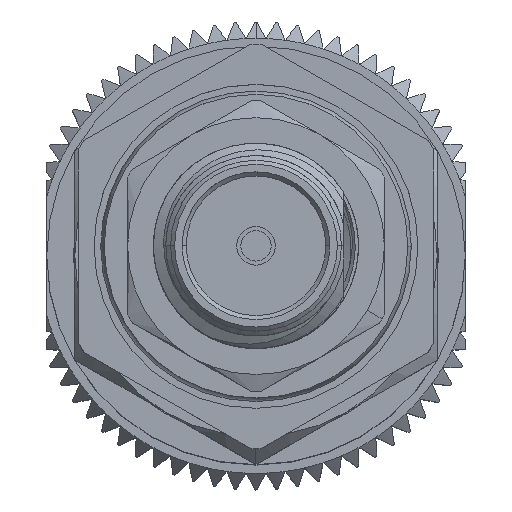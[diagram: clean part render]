
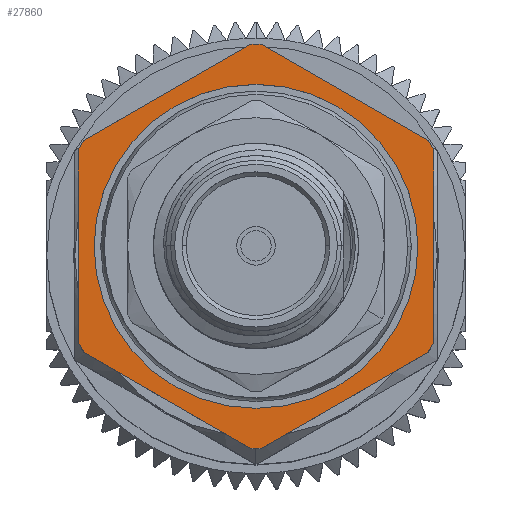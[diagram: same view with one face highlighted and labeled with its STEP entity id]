
A CAD part, top view. The second image highlights one B-rep face of the part: STEP entity #27860.
In plain terms, the highlighted face is planar.
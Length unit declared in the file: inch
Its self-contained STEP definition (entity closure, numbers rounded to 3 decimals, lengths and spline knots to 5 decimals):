
#198 = VERTEX_POINT ( 'NONE', #1511 ) ;
#463 = DIRECTION ( 'NONE',  ( 0., 0.5, 0.866 ) ) ;
#515 = EDGE_CURVE ( 'NONE', #24869, #15564, #8344, .T. ) ;
#940 = VERTEX_POINT ( 'NONE', #9469 ) ;
#1507 = LINE ( 'NONE', #26998, #28966 ) ;
#1511 = CARTESIAN_POINT ( 'NONE',  ( 0.433, -0.12874, 0.21001 ) ) ;
#1980 = VECTOR ( 'NONE', #20799, 39.37008 ) ;
#2120 = CARTESIAN_POINT ( 'NONE',  ( 0.433, 0.1175, 0.2165 ) ) ;
#2662 = CARTESIAN_POINT ( 'NONE',  ( 0.433, 0., -0.19735 ) ) ;
#2749 = EDGE_CURVE ( 'NONE', #22596, #25797, #18372, .T. ) ;
#2948 = CARTESIAN_POINT ( 'NONE',  ( 0.433, -0.24624, 0.00649 ) ) ;
#4417 = EDGE_CURVE ( 'NONE', #26899, #15564, #27444, .T. ) ;
#4463 = ORIENTED_EDGE ( 'NONE', *, *, #22007, .T. ) ;
#4493 = PLANE ( 'NONE',  #19607 ) ;
#4586 = CARTESIAN_POINT ( 'NONE',  ( 0.433, 0., 0. ) ) ;
#5420 = CARTESIAN_POINT ( 'NONE',  ( 0.433, 0.125, 0.2165 ) ) ;
#5423 = CARTESIAN_POINT ( 'NONE',  ( 0.433, 0., 0. ) ) ;
#6302 = DIRECTION ( 'NONE',  ( 1., 0., 0. ) ) ;
#6803 = CARTESIAN_POINT ( 'NONE',  ( 0.433, 0.12874, 0.21001 ) ) ;
#7076 = FACE_BOUND ( 'NONE', #21174, .T. ) ;
#7348 = CARTESIAN_POINT ( 'NONE',  ( 0.433, -0.1175, 0.2165 ) ) ;
#8344 = LINE ( 'NONE', #5420, #17104 ) ;
#8942 = AXIS2_PLACEMENT_3D ( 'NONE', #18595, #10575, #13467 ) ;
#9469 = CARTESIAN_POINT ( 'NONE',  ( 0.433, 0., 0.19735 ) ) ;
#9505 = EDGE_CURVE ( 'NONE', #24674, #24259, #20693, .T. ) ;
#9950 = VERTEX_POINT ( 'NONE', #12259 ) ;
#10140 = CARTESIAN_POINT ( 'NONE',  ( 0.433, -0.125, -0.2165 ) ) ;
#10159 = DIRECTION ( 'NONE',  ( 0., 1., 0. ) ) ;
#10323 = DIRECTION ( 'NONE',  ( 0., 0., -1. ) ) ;
#10575 = DIRECTION ( 'NONE',  ( 1., 0., 0. ) ) ;
#10715 = CARTESIAN_POINT ( 'NONE',  ( 0.433, 0., 0. ) ) ;
#10828 = DIRECTION ( 'NONE',  ( 0., -1., 0. ) ) ;
#10911 = DIRECTION ( 'NONE',  ( 0., 0., -1. ) ) ;
#11154 = ORIENTED_EDGE ( 'NONE', *, *, #27643, .T. ) ;
#11170 = DIRECTION ( 'NONE',  ( 0., 0., -1. ) ) ;
#11493 = ORIENTED_EDGE ( 'NONE', *, *, #515, .T. ) ;
#11643 = CARTESIAN_POINT ( 'NONE',  ( 0.433, 0., 0. ) ) ;
#11875 = ORIENTED_EDGE ( 'NONE', *, *, #16931, .T. ) ;
#12094 = EDGE_CURVE ( 'NONE', #22075, #9950, #32988, .T. ) ;
#12098 = CIRCLE ( 'NONE', #26923, 0.19735 ) ;
#12148 = ORIENTED_EDGE ( 'NONE', *, *, #9505, .F. ) ;
#12202 = EDGE_CURVE ( 'NONE', #19563, #24259, #18913, .T. ) ;
#12259 = CARTESIAN_POINT ( 'NONE',  ( 0.433, -0.24624, -0.00649 ) ) ;
#12331 = ORIENTED_EDGE ( 'NONE', *, *, #12094, .F. ) ;
#12475 = ORIENTED_EDGE ( 'NONE', *, *, #33505, .F. ) ;
#12520 = CARTESIAN_POINT ( 'NONE',  ( 0.433, 0.19735, 0. ) ) ;
#12606 = CARTESIAN_POINT ( 'NONE',  ( 0.433, -0.125, 0.2165 ) ) ;
#13000 = DIRECTION ( 'NONE',  ( 1., 0., 0. ) ) ;
#13457 = ORIENTED_EDGE ( 'NONE', *, *, #2749, .T. ) ;
#13467 = DIRECTION ( 'NONE',  ( 0., 0., -1. ) ) ;
#14423 = AXIS2_PLACEMENT_3D ( 'NONE', #5423, #13000, #10323 ) ;
#14724 = VECTOR ( 'NONE', #10828, 39.37008 ) ;
#14788 = EDGE_LOOP ( 'NONE', ( #12475, #11493, #20526, #11875, #19638, #28752, #12148, #23903, #12331, #28563, #23654, #13457 ) ) ;
#14874 = CARTESIAN_POINT ( 'NONE',  ( 0.433, 0., 0. ) ) ;
#15201 = DIRECTION ( 'NONE',  ( -1., 0., 0. ) ) ;
#15262 = DIRECTION ( 'NONE',  ( 0., -0.5, 0.866 ) ) ;
#15564 = VERTEX_POINT ( 'NONE', #33836 ) ;
#15987 = CIRCLE ( 'NONE', #21352, 0.24633 ) ;
#16054 = CIRCLE ( 'NONE', #16403, 0.24633 ) ;
#16403 = AXIS2_PLACEMENT_3D ( 'NONE', #14874, #28100, #33187 ) ;
#16912 = DIRECTION ( 'NONE',  ( 0., 0., -1. ) ) ;
#16931 = EDGE_CURVE ( 'NONE', #26899, #28549, #21171, .T. ) ;
#17104 = VECTOR ( 'NONE', #24056, 39.37008 ) ;
#17886 = DIRECTION ( 'NONE',  ( 0., 0., 1. ) ) ;
#17985 = DIRECTION ( 'NONE',  ( 0., 0., -1. ) ) ;
#17996 = CARTESIAN_POINT ( 'NONE',  ( 0.433, 0.24999, 0. ) ) ;
#18034 = VECTOR ( 'NONE', #15262, 39.37008 ) ;
#18372 = LINE ( 'NONE', #12606, #18795 ) ;
#18595 = CARTESIAN_POINT ( 'NONE',  ( 0.433, 0., 0. ) ) ;
#18795 = VECTOR ( 'NONE', #10159, 39.37008 ) ;
#18913 = LINE ( 'NONE', #26961, #14724 ) ;
#19344 = CARTESIAN_POINT ( 'NONE',  ( 0.433, 0., 0. ) ) ;
#19364 = AXIS2_PLACEMENT_3D ( 'NONE', #10715, #21640, #11170 ) ;
#19563 = VERTEX_POINT ( 'NONE', #33951 ) ;
#19607 = AXIS2_PLACEMENT_3D ( 'NONE', #12520, #15201, #17886 ) ;
#19638 = ORIENTED_EDGE ( 'NONE', *, *, #23913, .F. ) ;
#19901 = DIRECTION ( 'NONE',  ( 0., 0., -1. ) ) ;
#20233 = EDGE_CURVE ( 'NONE', #22075, #198, #1507, .T. ) ;
#20526 = ORIENTED_EDGE ( 'NONE', *, *, #4417, .F. ) ;
#20693 = CIRCLE ( 'NONE', #14423, 0.24633 ) ;
#20799 = DIRECTION ( 'NONE',  ( 0., -0.5, -0.866 ) ) ;
#21171 = LINE ( 'NONE', #17996, #1980 ) ;
#21174 = EDGE_LOOP ( 'NONE', ( #4463, #11154 ) ) ;
#21352 = AXIS2_PLACEMENT_3D ( 'NONE', #19344, #6302, #16912 ) ;
#21640 = DIRECTION ( 'NONE',  ( 1., 0., 0. ) ) ;
#21795 = EDGE_CURVE ( 'NONE', #22596, #198, #16054, .T. ) ;
#22007 = EDGE_CURVE ( 'NONE', #34364, #940, #24787, .T. ) ;
#22075 = VERTEX_POINT ( 'NONE', #2948 ) ;
#22330 = DIRECTION ( 'NONE',  ( 1., 0., 0. ) ) ;
#22596 = VERTEX_POINT ( 'NONE', #7348 ) ;
#22886 = CARTESIAN_POINT ( 'NONE',  ( 0.433, 0.12874, -0.21001 ) ) ;
#23654 = ORIENTED_EDGE ( 'NONE', *, *, #21795, .F. ) ;
#23903 = ORIENTED_EDGE ( 'NONE', *, *, #24281, .T. ) ;
#23913 = EDGE_CURVE ( 'NONE', #19563, #28549, #15987, .T. ) ;
#24056 = DIRECTION ( 'NONE',  ( 0., 0.5, -0.866 ) ) ;
#24259 = VERTEX_POINT ( 'NONE', #31030 ) ;
#24281 = EDGE_CURVE ( 'NONE', #24674, #9950, #28400, .T. ) ;
#24674 = VERTEX_POINT ( 'NONE', #30020 ) ;
#24787 = CIRCLE ( 'NONE', #30617, 0.19735 ) ;
#24869 = VERTEX_POINT ( 'NONE', #6803 ) ;
#25797 = VERTEX_POINT ( 'NONE', #2120 ) ;
#26366 = DIRECTION ( 'NONE',  ( 1., 0., 0. ) ) ;
#26497 = CIRCLE ( 'NONE', #34401, 0.24633 ) ;
#26899 = VERTEX_POINT ( 'NONE', #29401 ) ;
#26923 = AXIS2_PLACEMENT_3D ( 'NONE', #11643, #22330, #19901 ) ;
#26961 = CARTESIAN_POINT ( 'NONE',  ( 0.433, 0.125, -0.2165 ) ) ;
#26998 = CARTESIAN_POINT ( 'NONE',  ( 0.433, -0.24999, 0. ) ) ;
#27444 = CIRCLE ( 'NONE', #8942, 0.24633 ) ;
#27643 = EDGE_CURVE ( 'NONE', #940, #34364, #12098, .T. ) ;
#27860 = ADVANCED_FACE ( 'NONE', ( #7076, #34090 ), #4493, .T. ) ;
#28100 = DIRECTION ( 'NONE',  ( 1., 0., 0. ) ) ;
#28400 = LINE ( 'NONE', #10140, #18034 ) ;
#28549 = VERTEX_POINT ( 'NONE', #22886 ) ;
#28563 = ORIENTED_EDGE ( 'NONE', *, *, #20233, .T. ) ;
#28752 = ORIENTED_EDGE ( 'NONE', *, *, #12202, .T. ) ;
#28966 = VECTOR ( 'NONE', #463, 39.37008 ) ;
#29020 = CARTESIAN_POINT ( 'NONE',  ( 0.433, 0., 0. ) ) ;
#29401 = CARTESIAN_POINT ( 'NONE',  ( 0.433, 0.24624, -0.00649 ) ) ;
#30020 = CARTESIAN_POINT ( 'NONE',  ( 0.433, -0.12874, -0.21001 ) ) ;
#30617 = AXIS2_PLACEMENT_3D ( 'NONE', #29020, #26366, #10911 ) ;
#31030 = CARTESIAN_POINT ( 'NONE',  ( 0.433, -0.1175, -0.2165 ) ) ;
#32988 = CIRCLE ( 'NONE', #19364, 0.24633 ) ;
#33187 = DIRECTION ( 'NONE',  ( 0., 0., -1. ) ) ;
#33505 = EDGE_CURVE ( 'NONE', #24869, #25797, #26497, .T. ) ;
#33836 = CARTESIAN_POINT ( 'NONE',  ( 0.433, 0.24624, 0.00649 ) ) ;
#33840 = DIRECTION ( 'NONE',  ( 1., 0., 0. ) ) ;
#33951 = CARTESIAN_POINT ( 'NONE',  ( 0.433, 0.1175, -0.2165 ) ) ;
#34090 = FACE_OUTER_BOUND ( 'NONE', #14788, .T. ) ;
#34364 = VERTEX_POINT ( 'NONE', #2662 ) ;
#34401 = AXIS2_PLACEMENT_3D ( 'NONE', #4586, #33840, #17985 ) ;
